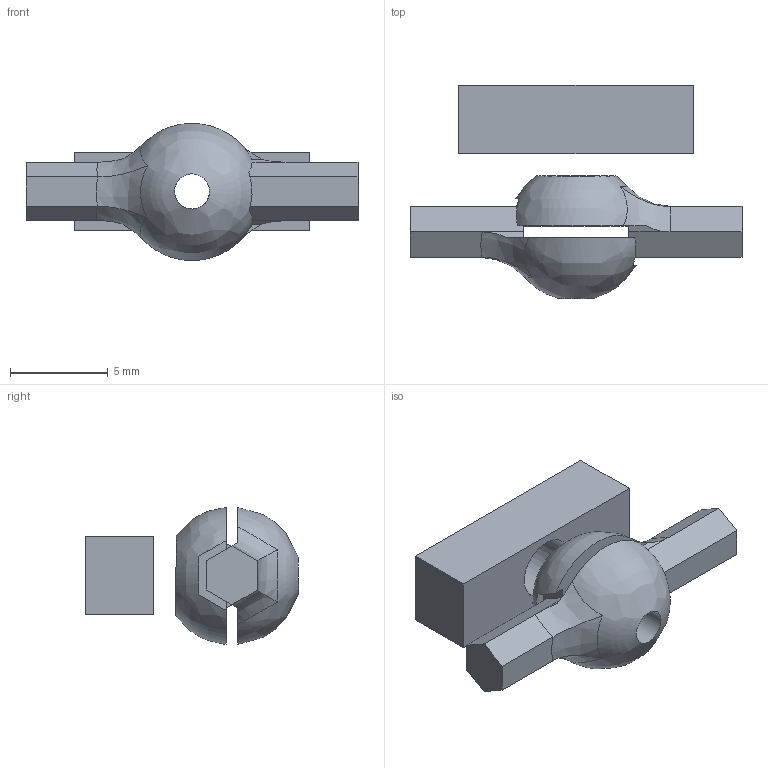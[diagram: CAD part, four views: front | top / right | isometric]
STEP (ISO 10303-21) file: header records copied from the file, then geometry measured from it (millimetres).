
FILE_DESCRIPTION(/* description */ (''),/* implementation_level */ '2;1');
FILE_NAME(/* name */ '丸関節 v1.step',/* time_stamp */ '2021-08-11T10:20:03+09:00',/* author */ (''),/* organization */ (''),/* preprocessor_version */ 'ST-DEVELOPER v18.1',/* originating_system */ 'Autodesk Translation Framework v10.9.0.1377',/* authorisation */ '');
FILE_SCHEMA (('AUTOMOTIVE_DESIGN { 1 0 10303 214 3 1 1 }'));
Length unit declared in the file: millimetre
Products named in the file (1): 丸関節
Bounding box: 17 x 10.92 x 7.02 mm (x, y, z)
Volume: 333.5 mm3; surface area: 575.9 mm2
Topology: 3 solids, 3 shells, 48 faces, 133 edges, 91 vertices
Faces by surface type: plane 36, bspline 9, cylinder 3
Full cylindrical faces by diameter (mm): 1.8 x1, 2.7 x1, 3.2 x1
Entity records: 1949 total; most frequent: CARTESIAN_POINT 791, ORIENTED_EDGE 266, DIRECTION 167, EDGE_CURVE 133, VERTEX_POINT 91, LINE 79, VECTOR 79, EDGE_LOOP 54
